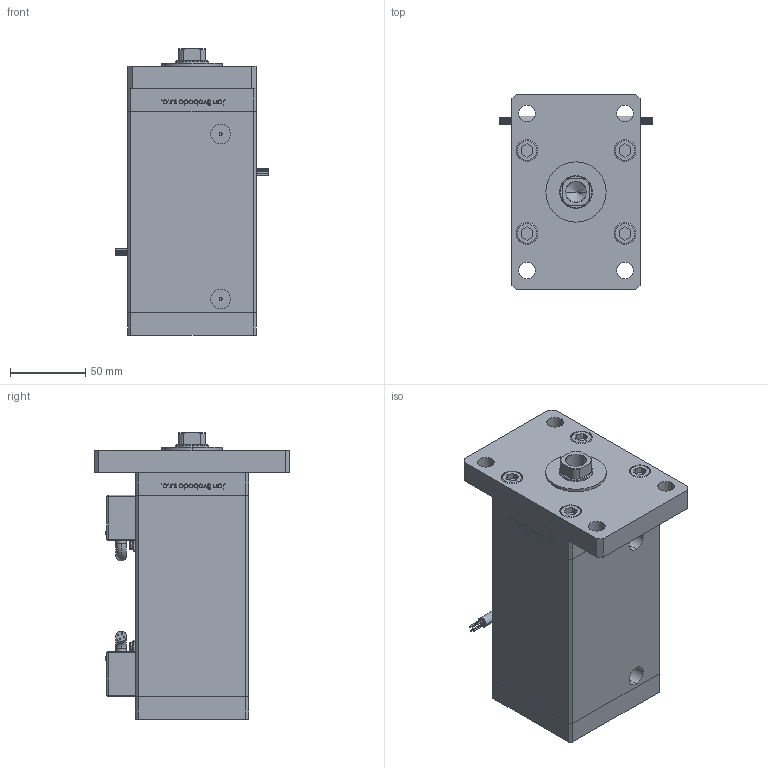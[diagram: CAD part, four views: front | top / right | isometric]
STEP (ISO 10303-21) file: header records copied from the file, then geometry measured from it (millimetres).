
FILE_DESCRIPTION (( 'STEP AP203' ), '1' );
FILE_NAME ('d8c9.STEP', '2024-01-08T16:42:53', ( '' ), ( '' ), 'SwSTEP 2.0', 'SolidWorks 2019', '' );
FILE_SCHEMA (( 'CONFIG_CONTROL_DESIGN' ));
Length unit declared in the file: millimetre
Products named in the file (8): d8c9; V220C_F 18b4a9e52bfdaf57fdb1fd9bad30d40e; V220C_VC_F 18b4a9e52bfdaf57fdb1fd9bad30d40e; ALLEN BOLT 18b4a9e52bfdaf57fdb1fd9bad30d40e; V220C_F_MIDDLE 18b4a9e52bfdaf57fdb1fd9bad30d40e; V220C_FRONT_F 18b4a9e52bfdaf57fdb1fd9bad30d40e; Magnetic_Switch_MSU4 18b4a9e52bfdaf57fdb1fd9bad30d40e; V220C BACK_F 18b4a9e52bfdaf57fdb1fd9bad30d40e
Assembly tree (21 placements, depth 2):
  d8c9
    V220C BACK_F 18b4a9e52bfdaf57fdb1fd9bad30d40e
    V220C_F_MIDDLE 18b4a9e52bfdaf57fdb1fd9bad30d40e
    V220C_FRONT_F 18b4a9e52bfdaf57fdb1fd9bad30d40e
    V220C_F 18b4a9e52bfdaf57fdb1fd9bad30d40e
    Magnetic_Switch_MSU4 18b4a9e52bfdaf57fdb1fd9bad30d40e  x2
    ALLEN BOLT 18b4a9e52bfdaf57fdb1fd9bad30d40e  x14
    V220C_VC_F 18b4a9e52bfdaf57fdb1fd9bad30d40e
Bounding box: 101.6 x 130 x 190 mm (x, y, z)
Volume: 1123416.9 mm3; surface area: 202200.1 mm2
Topology: 21 solids, 23 shells, 1514 faces, 3701 edges, 2393 vertices
Faces by surface type: plane 595, bspline 484, cylinder 277, torus 68, cone 66, sphere 24
Entity records: 56666 total; most frequent: CARTESIAN_POINT 31010, ORIENTED_EDGE 5728, DIRECTION 3618, EDGE_CURVE 2864, VERTEX_POINT 1892, LINE 1474, VECTOR 1474, EDGE_LOOP 1328
